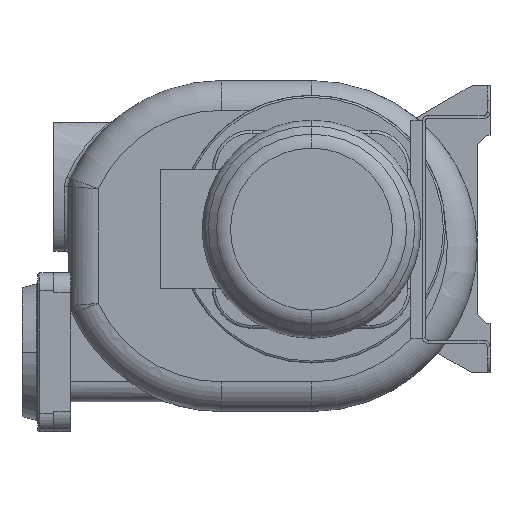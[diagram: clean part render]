
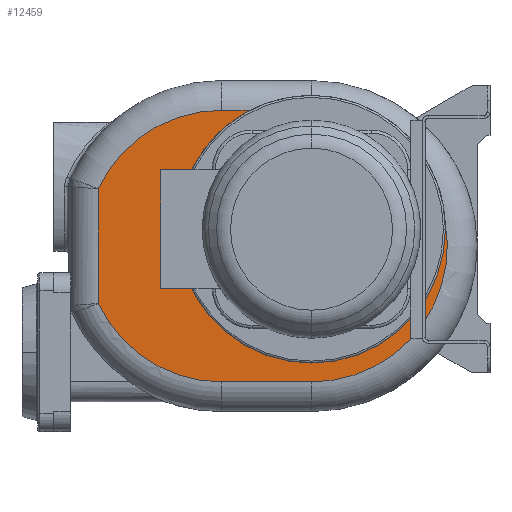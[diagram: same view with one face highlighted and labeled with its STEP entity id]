
A CAD part, left-side view. The second image highlights one B-rep face of the part: STEP entity #12459.
In plain terms, the highlighted planar face has unit normal (-1, 0, 0).
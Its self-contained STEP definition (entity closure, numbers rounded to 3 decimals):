
#859=CARTESIAN_POINT('',(423.5,0.,0.));
#860=DIRECTION('',(-1.,0.,0.));
#861=DIRECTION('',(0.,1.,0.));
#862=AXIS2_PLACEMENT_3D('',#859,#860,#861);
#877=CARTESIAN_POINT('',(423.5,0.,-17.));
#878=DIRECTION('',(-1.,0.,0.));
#879=DIRECTION('',(0.,0.,-1.));
#880=AXIS2_PLACEMENT_3D('',#877,#878,#879);
#882=DIRECTION('',(0.,-1.,0.));
#883=VECTOR('',#882,90.802);
#884=CARTESIAN_POINT('',(423.5,90.802,-154.));
#885=LINE('',#884,#883);
#886=CARTESIAN_POINT('',(423.5,90.802,-17.));
#887=DIRECTION('',(-1.,0.,0.));
#888=DIRECTION('',(0.,0.907,-0.422));
#889=AXIS2_PLACEMENT_3D('',#886,#887,#888);
#891=DIRECTION('',(0.,0.,-1.));
#892=VECTOR('',#891,115.654);
#893=CARTESIAN_POINT('',(423.5,215.,40.827));
#894=LINE('',#893,#892);
#895=CARTESIAN_POINT('',(423.5,90.802,-17.));
#896=DIRECTION('',(-1.,0.,0.));
#897=DIRECTION('',(0.,0.,1.));
#898=AXIS2_PLACEMENT_3D('',#895,#896,#897);
#900=DIRECTION('',(0.,1.,0.));
#901=VECTOR('',#900,28.956);
#902=CARTESIAN_POINT('',(423.5,61.847,120.));
#903=LINE('',#902,#901);
#904=CARTESIAN_POINT('',(423.5,0.,0.));
#905=DIRECTION('',(-1.,0.,0.));
#906=DIRECTION('',(0.,-1.,0.));
#907=AXIS2_PLACEMENT_3D('',#904,#905,#906);
#914=CARTESIAN_POINT('',(423.5,0.,0.));
#915=DIRECTION('',(-1.,0.,0.));
#916=DIRECTION('',(0.,0.458,0.889));
#917=AXIS2_PLACEMENT_3D('',#914,#915,#916);
#11232=CARTESIAN_POINT('',(423.5,215.,40.827));
#11233=CARTESIAN_POINT('',(423.5,215.,-74.827));
#11234=VERTEX_POINT('',#11232);
#11235=VERTEX_POINT('',#11233);
#11236=CARTESIAN_POINT('',(423.5,90.802,-154.));
#11237=VERTEX_POINT('',#11236);
#11238=CARTESIAN_POINT('',(423.5,0.,-154.));
#11239=VERTEX_POINT('',#11238);
#11250=CARTESIAN_POINT('',(423.5,90.802,120.));
#11251=VERTEX_POINT('',#11250);
#11473=CARTESIAN_POINT('',(423.5,-135.,0.));
#11474=CARTESIAN_POINT('',(423.5,-134.792,7.5));
#11475=VERTEX_POINT('',#11473);
#11476=VERTEX_POINT('',#11474);
#11477=CARTESIAN_POINT('',(423.5,61.847,120.));
#11478=CARTESIAN_POINT('',(423.5,135.,0.));
#11479=VERTEX_POINT('',#11477);
#11480=VERTEX_POINT('',#11478);
#12435=CARTESIAN_POINT('',(423.5,0.,0.));
#12436=DIRECTION('',(1.,0.,0.));
#12437=DIRECTION('',(0.,0.,1.));
#12438=AXIS2_PLACEMENT_3D('',#12435,#12436,#12437);
#12439=PLANE('',#12438);
#12441=ORIENTED_EDGE('',*,*,#12440,.T.);
#12443=ORIENTED_EDGE('',*,*,#12442,.F.);
#12445=ORIENTED_EDGE('',*,*,#12444,.F.);
#12447=ORIENTED_EDGE('',*,*,#12446,.F.);
#12449=ORIENTED_EDGE('',*,*,#12448,.F.);
#12451=ORIENTED_EDGE('',*,*,#12450,.F.);
#12453=ORIENTED_EDGE('',*,*,#12452,.F.);
#12455=ORIENTED_EDGE('',*,*,#12454,.T.);
#12456=ORIENTED_EDGE('',*,*,#12425,.T.);
#12457=EDGE_LOOP('',(#12441,#12443,#12445,#12447,#12449,#12451,#12453,#12455,
#12456));
#12458=FACE_OUTER_BOUND('',#12457,.F.);
#12459=ADVANCED_FACE('',(#12458),#12439,.F.);
#863=CIRCLE('',#862,135.);
#881=CIRCLE('',#880,137.);
#890=CIRCLE('',#889,137.);
#899=CIRCLE('',#898,137.);
#908=CIRCLE('',#907,135.);
#918=CIRCLE('',#917,135.);
#12425=EDGE_CURVE('',#11480,#11475,#863,.T.);
#12440=EDGE_CURVE('',#11475,#11476,#908,.T.);
#12442=EDGE_CURVE('',#11239,#11476,#881,.T.);
#12444=EDGE_CURVE('',#11237,#11239,#885,.T.);
#12446=EDGE_CURVE('',#11235,#11237,#890,.T.);
#12448=EDGE_CURVE('',#11234,#11235,#894,.T.);
#12450=EDGE_CURVE('',#11251,#11234,#899,.T.);
#12452=EDGE_CURVE('',#11479,#11251,#903,.T.);
#12454=EDGE_CURVE('',#11479,#11480,#918,.T.);
